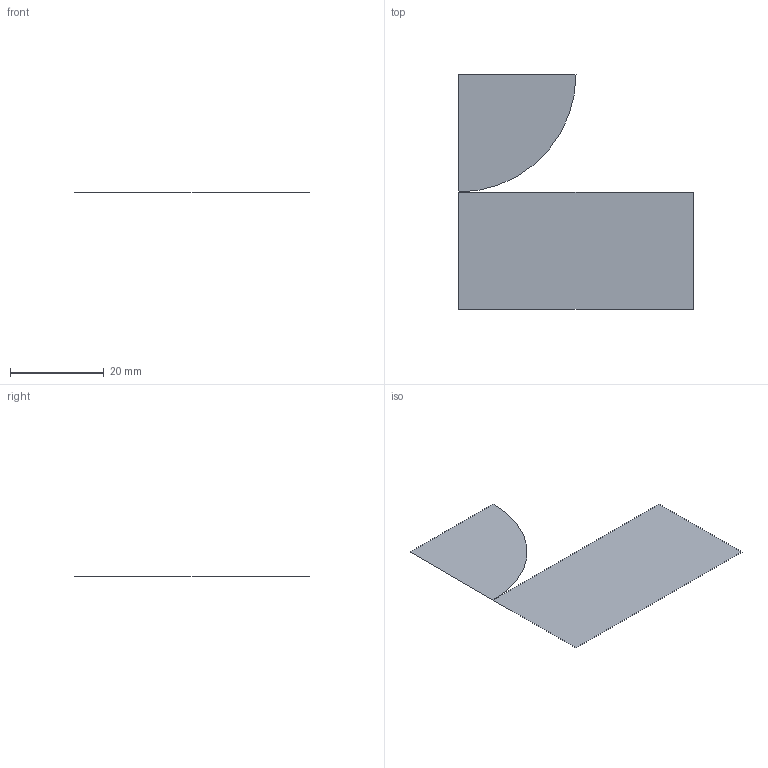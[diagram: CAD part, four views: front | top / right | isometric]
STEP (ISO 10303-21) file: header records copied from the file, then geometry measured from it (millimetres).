
FILE_DESCRIPTION (( 'STEP AP214' ), '1' );
FILE_NAME ('Axisymmetric.STEP', '2022-01-30T17:04:05', ( '' ), ( '' ), 'SwSTEP 2.0', 'SolidWorks 2021', '' );
FILE_SCHEMA (( 'AUTOMOTIVE_DESIGN' ));
Length unit declared in the file: millimetre
Products named in the file (1): Axisymmetric
Bounding box: 50 x 50 x 0 mm (x, y, z)
Surface area: 1740.9 mm2 (no closed solid volume)
Topology: 0 solids, 2 shells, 2 faces, 7 edges, 7 vertices
Faces by surface type: plane 2
Entity records: 105 total; most frequent: CARTESIAN_POINT 17, DIRECTION 14, EDGE_CURVE 7, VERTEX_POINT 7, ORIENTED_EDGE 7, VECTOR 6, LINE 6, AXIS2_PLACEMENT_3D 4
